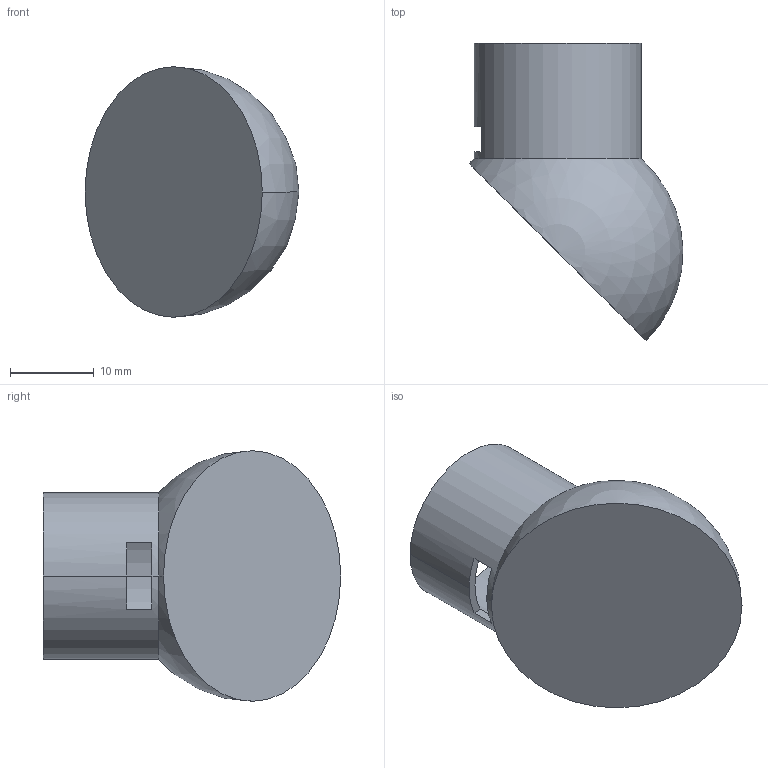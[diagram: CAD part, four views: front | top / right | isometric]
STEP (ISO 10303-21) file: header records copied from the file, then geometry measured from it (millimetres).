
FILE_DESCRIPTION (( 'STEP AP214' ), '1' );
FILE_NAME ('逋潑.STEP', '2021-03-28T08:35:21', ( '' ), ( '' ), 'SwSTEP 2.0', 'SolidWorks 2018', '' );
FILE_SCHEMA (( 'AUTOMOTIVE_DESIGN' ));
Length unit declared in the file: millimetre
Products named in the file (1): 逋潑
Bounding box: 25.6 x 35.61 x 30 mm (x, y, z)
Volume: 6939.2 mm3; surface area: 3764.9 mm2
Topology: 1 solids, 1 shells, 13 faces, 38 edges, 24 vertices
Faces by surface type: plane 7, cylinder 4, sphere 2
Entity records: 450 total; most frequent: DIRECTION 82, CARTESIAN_POINT 70, ORIENTED_EDGE 68, EDGE_CURVE 34, AXIS2_PLACEMENT_3D 34, VERTEX_POINT 22, CIRCLE 20, VECTOR 14
